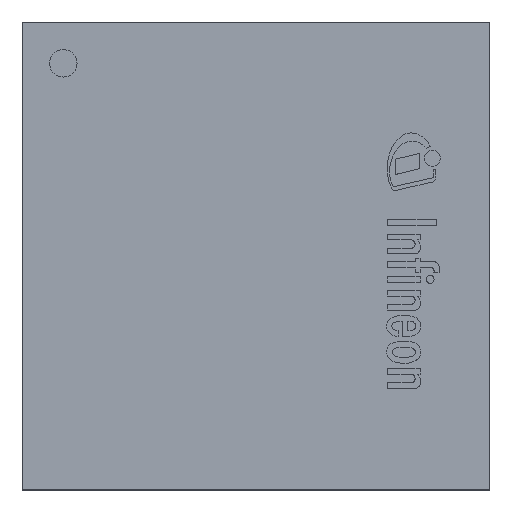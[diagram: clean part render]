
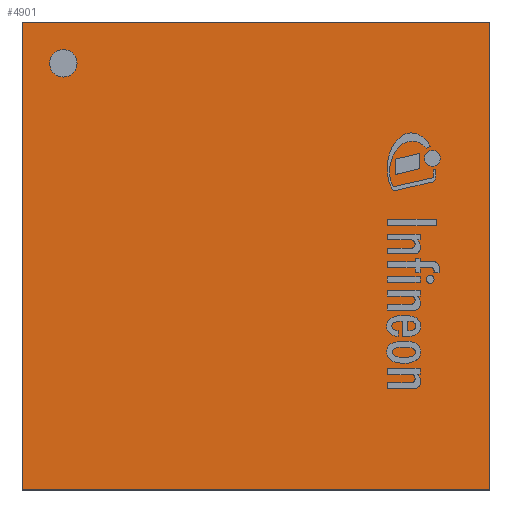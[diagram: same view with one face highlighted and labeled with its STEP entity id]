
A CAD part, top view. The second image highlights one B-rep face of the part: STEP entity #4901.
In plain terms, the highlighted planar face has unit normal (0, 0, 1).
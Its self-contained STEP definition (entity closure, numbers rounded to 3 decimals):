
#731=LINE('',#8214,#993);
#735=LINE('',#8222,#997);
#738=LINE('',#8228,#1000);
#741=LINE('',#8233,#1003);
#993=VECTOR('',#6442,1.);
#997=VECTOR('',#6448,1.);
#1000=VECTOR('',#6453,1.);
#1003=VECTOR('',#6458,1.);
#1261=PLANE('',#5684);
#1580=FACE_BOUND('',#2152,.T.);
#1595=FACE_OUTER_BOUND('',#2151,.T.);
#2151=EDGE_LOOP('',(#3880,#3881,#3882,#3883));
#2152=EDGE_LOOP('',(#3884));
#2708=CIRCLE('',#5677,0.5);
#2926=VERTEX_POINT('',#8208);
#2927=VERTEX_POINT('',#8212);
#2928=VERTEX_POINT('',#8213);
#2931=VERTEX_POINT('',#8221);
#2933=VERTEX_POINT('',#8227);
#3342=EDGE_CURVE('',#2926,#2926,#2708,.T.);
#3343=EDGE_CURVE('',#2927,#2928,#731,.T.);
#3347=EDGE_CURVE('',#2931,#2927,#735,.T.);
#3350=EDGE_CURVE('',#2933,#2931,#738,.T.);
#3353=EDGE_CURVE('',#2928,#2933,#741,.T.);
#3880=ORIENTED_EDGE('',*,*,#3353,.F.);
#3881=ORIENTED_EDGE('',*,*,#3343,.F.);
#3882=ORIENTED_EDGE('',*,*,#3347,.F.);
#3883=ORIENTED_EDGE('',*,*,#3350,.F.);
#3884=ORIENTED_EDGE('',*,*,#3342,.T.);
#4901=ADVANCED_FACE('',(#1595,#1580),#1261,.T.);
#5677=AXIS2_PLACEMENT_3D('',#8209,#6436,#6437);
#5684=AXIS2_PLACEMENT_3D('',#8236,#6462,#6463);
#6436=DIRECTION('center_axis',(0.,0.,-1.));
#6437=DIRECTION('ref_axis',(0.,1.,0.));
#6442=DIRECTION('',(1.,0.,0.));
#6448=DIRECTION('',(0.,1.,0.));
#6453=DIRECTION('',(-1.,0.,0.));
#6458=DIRECTION('',(0.,-1.,0.));
#6462=DIRECTION('center_axis',(0.,0.,1.));
#6463=DIRECTION('ref_axis',(0.,-1.,0.));
#8208=CARTESIAN_POINT('',(-7.,6.5,1.7));
#8209=CARTESIAN_POINT('Origin',(-7.,7.,1.7));
#8212=CARTESIAN_POINT('',(-8.5,8.5,1.7));
#8213=CARTESIAN_POINT('',(8.5,8.5,1.7));
#8214=CARTESIAN_POINT('',(-8.5,8.5,1.7));
#8221=CARTESIAN_POINT('',(-8.5,-8.5,1.7));
#8222=CARTESIAN_POINT('',(-8.5,-8.5,1.7));
#8227=CARTESIAN_POINT('',(8.5,-8.5,1.7));
#8228=CARTESIAN_POINT('',(8.5,-8.5,1.7));
#8233=CARTESIAN_POINT('',(8.5,8.5,1.7));
#8236=CARTESIAN_POINT('Origin',(0.,0.,
1.7));
